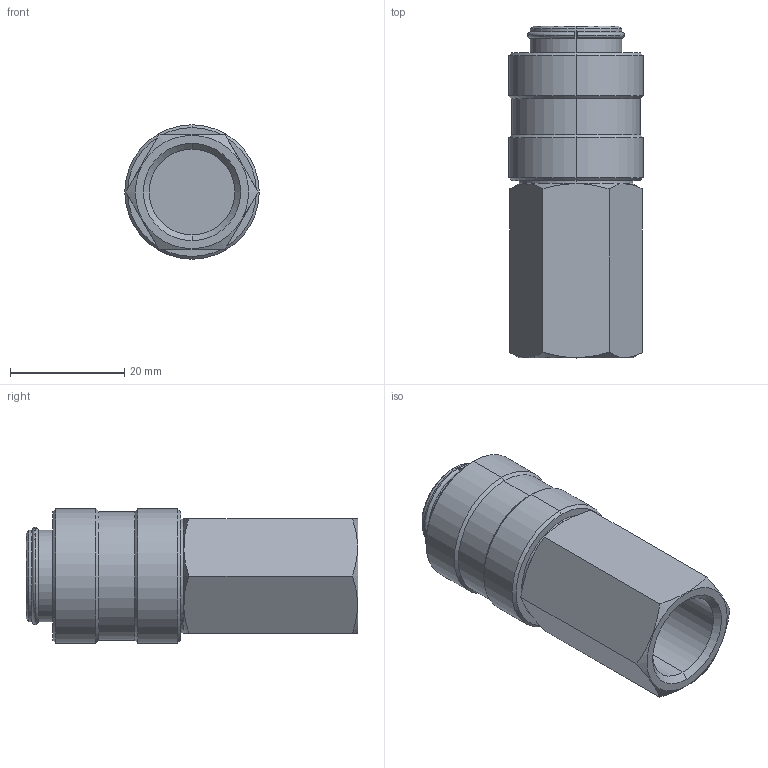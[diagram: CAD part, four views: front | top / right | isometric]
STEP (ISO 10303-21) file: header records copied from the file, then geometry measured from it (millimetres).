
FILE_DESCRIPTION (( 'STEP AP203' ), '1' );
FILE_NAME ('07260203.STEP', '2011-07-18T08:59:23', ( 'SP' ), ( 'sopra-pneumatic' ), 'SwSTEP 2.0', 'SolidWorks 2011', '' );
FILE_SCHEMA (( 'CONFIG_CONTROL_DESIGN' ));
Length unit declared in the file: millimetre
Products named in the file (1): 07260203
Bounding box: 23.5 x 58 x 23.5 mm (x, y, z)
Volume: 17562 mm3; surface area: 6052.4 mm2
Topology: 2 solids, 2 shells, 62 faces, 128 edges, 76 vertices
Faces by surface type: cone 20, cylinder 20, plane 16, torus 6
Entity records: 1829 total; most frequent: CARTESIAN_POINT 431, DIRECTION 296, ORIENTED_EDGE 256, EDGE_CURVE 128, AXIS2_PLACEMENT_3D 125, VERTEX_POINT 76, EDGE_LOOP 68, FACE_OUTER_BOUND 62
